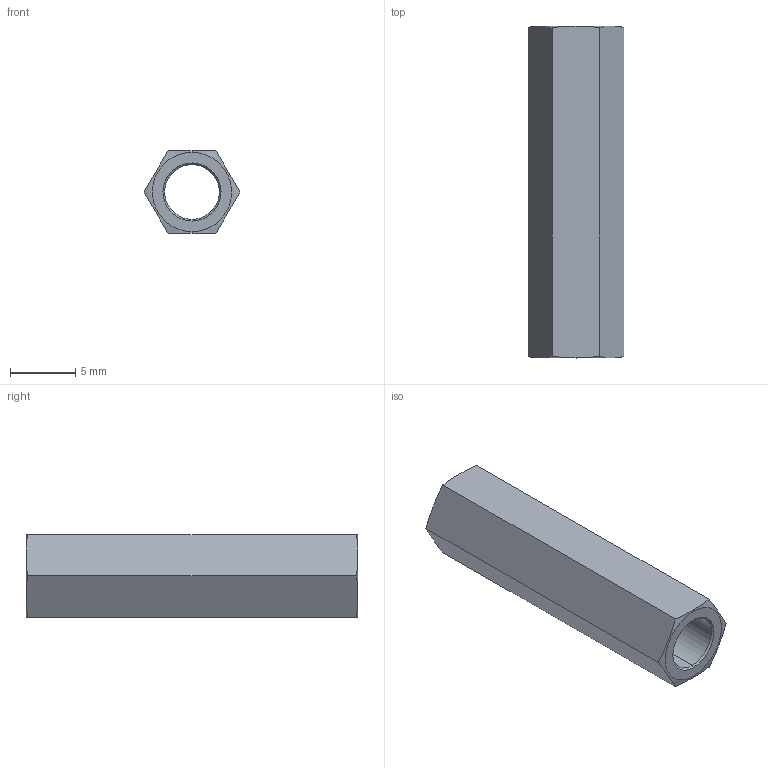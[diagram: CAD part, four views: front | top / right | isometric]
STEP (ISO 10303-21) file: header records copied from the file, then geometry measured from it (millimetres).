
FILE_DESCRIPTION (( 'STEP AP214' ), '1' );
FILE_NAME ('275-1016-001 Rev1.STEP', '2015-09-23T22:05:26', ( 'svradm' ), ( '' ), 'SwSTEP 2.0', 'SolidWorks 2015', '' );
FILE_SCHEMA (( 'AUTOMOTIVE_DESIGN' ));
Length unit declared in the file: inch
Products named in the file (1): 275-1016-001 Rev1
Bounding box: 7.33 x 25.4 x 6.35 mm (x, y, z)
Volume: 536.1 mm3; surface area: 932 mm2
Topology: 1 solids, 1 shells, 18 faces, 46 edges, 30 vertices
Faces by surface type: plane 8, bspline 4, cone 4, cylinder 2
Entity records: 786 total; most frequent: CARTESIAN_POINT 347, ORIENTED_EDGE 92, DIRECTION 70, EDGE_CURVE 46, VERTEX_POINT 30, AXIS2_PLACEMENT_3D 29, EDGE_LOOP 20, B_SPLINE_CURVE_WITH_KNOTS 18
